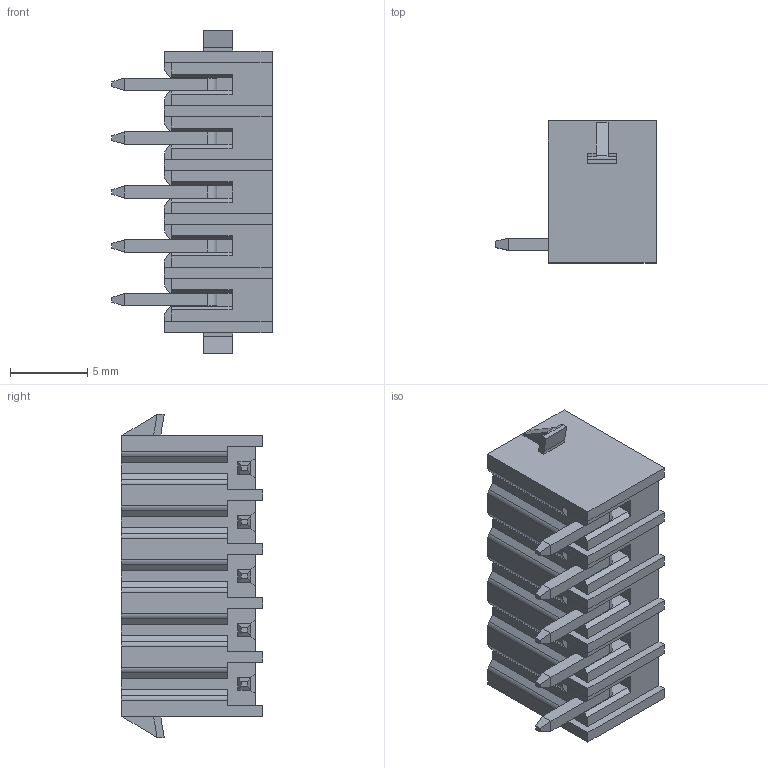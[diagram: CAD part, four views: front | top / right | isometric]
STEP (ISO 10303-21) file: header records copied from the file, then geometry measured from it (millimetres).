
FILE_DESCRIPTION((''),'2;1');
FILE_NAME('PRT0002','2024-10-12T',('sheji'),(''),'PRO/ENGINEER BY PARAMETRIC TECHNOLOGY CORPORATION, 2015240','PRO/ENGINEER BY PARAMETRIC TECHNOLOGY CORPORATION, 2015240','');
FILE_SCHEMA(('CONFIG_CONTROL_DESIGN'));
Length unit declared in the file: millimetre
Products named in the file (1): PRT0002
Bounding box: 10.4 x 9.2 x 21 mm (x, y, z)
Volume: 541.5 mm3; surface area: 1715.5 mm2
Topology: 6 solids, 6 shells, 338 faces, 897 edges, 588 vertices
Faces by surface type: plane 276, cylinder 52, cone 10
Entity records: 10422 total; most frequent: CARTESIAN_POINT 1978, ORIENTED_EDGE 1794, DIRECTION 1631, EDGE_CURVE 897, VECTOR 759, LINE 759, VERTEX_POINT 588, AXIS2_PLACEMENT_3D 436
